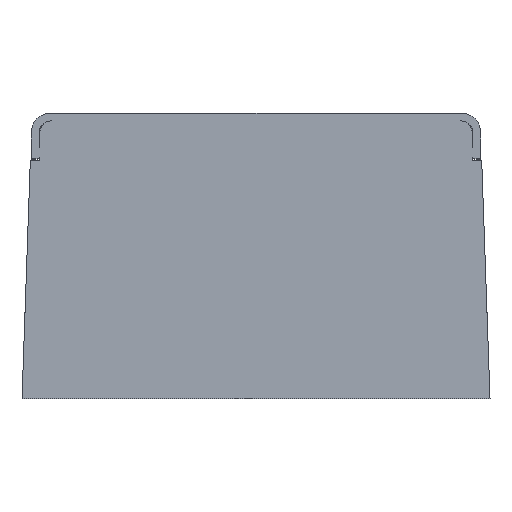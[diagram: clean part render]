
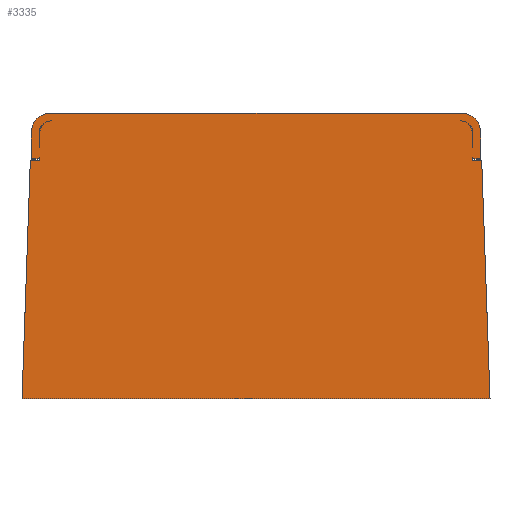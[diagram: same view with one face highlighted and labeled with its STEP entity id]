
A CAD part, top view. The second image highlights one B-rep face of the part: STEP entity #3335.
In plain terms, the highlighted planar face has unit normal (0, 0, 1).
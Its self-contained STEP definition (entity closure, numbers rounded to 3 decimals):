
#377=CARTESIAN_POINT('',(51.5,31.,30.));
#378=DIRECTION('',(0.,0.,1.));
#379=DIRECTION('',(1.,0.,0.));
#380=AXIS2_PLACEMENT_3D('',#377,#378,#379);
#382=DIRECTION('',(0.,1.,0.));
#383=VECTOR('',#382,3.6);
#384=CARTESIAN_POINT('',(54.5,27.4,30.));
#385=LINE('',#384,#383);
#386=CARTESIAN_POINT('',(53.7,28.,30.));
#387=DIRECTION('',(0.,0.,-1.));
#388=DIRECTION('',(1.,0.,0.));
#389=AXIS2_PLACEMENT_3D('',#386,#387,#388);
#391=DIRECTION('',(0.,-1.,0.));
#392=VECTOR('',#391,3.);
#393=CARTESIAN_POINT('',(54.7,31.,30.));
#394=LINE('',#393,#392);
#395=CARTESIAN_POINT('',(51.7,31.,30.));
#396=DIRECTION('',(0.,0.,-1.));
#397=DIRECTION('',(0.,1.,0.));
#398=AXIS2_PLACEMENT_3D('',#395,#396,#397);
#400=DIRECTION('',(0.,-1.,0.));
#401=VECTOR('',#400,0.673);
#402=CARTESIAN_POINT('',(-54.5,24.673,30.));
#403=LINE('',#402,#401);
#404=CARTESIAN_POINT('',(-55.2,26.,30.));
#405=DIRECTION('',(0.,0.,1.));
#406=DIRECTION('',(0.,-1.,0.));
#407=AXIS2_PLACEMENT_3D('',#404,#405,#406);
#409=DIRECTION('',(1.,0.,0.));
#410=VECTOR('',#409,1.5);
#411=CARTESIAN_POINT('',(-56.7,24.5,30.));
#412=LINE('',#411,#410);
#413=DIRECTION('',(0.,-1.,0.));
#414=VECTOR('',#413,6.5);
#415=CARTESIAN_POINT('',(-56.7,31.,30.));
#416=LINE('',#415,#414);
#417=CARTESIAN_POINT('',(-51.7,31.,30.));
#418=DIRECTION('',(0.,0.,1.));
#419=DIRECTION('',(0.,1.,0.));
#420=AXIS2_PLACEMENT_3D('',#417,#418,#419);
#422=DIRECTION('',(-1.,0.,0.));
#423=VECTOR('',#422,103.4);
#424=CARTESIAN_POINT('',(51.7,36.,30.));
#425=LINE('',#424,#423);
#426=CARTESIAN_POINT('',(51.7,31.,30.));
#427=DIRECTION('',(0.,0.,1.));
#428=DIRECTION('',(1.,0.,0.));
#429=AXIS2_PLACEMENT_3D('',#426,#427,#428);
#431=DIRECTION('',(0.,1.,0.));
#432=VECTOR('',#431,6.5);
#433=CARTESIAN_POINT('',(56.7,24.5,30.));
#434=LINE('',#433,#432);
#435=DIRECTION('',(1.,0.,0.));
#436=VECTOR('',#435,1.5);
#437=CARTESIAN_POINT('',(55.2,24.5,30.));
#438=LINE('',#437,#436);
#439=CARTESIAN_POINT('',(55.2,26.,30.));
#440=DIRECTION('',(0.,0.,1.));
#441=DIRECTION('',(-0.467,-0.884,0.));
#442=AXIS2_PLACEMENT_3D('',#439,#440,#441);
#444=DIRECTION('',(0.,1.,0.));
#445=VECTOR('',#444,0.673);
#446=CARTESIAN_POINT('',(54.5,24.,30.));
#447=LINE('',#446,#445);
#448=DIRECTION('',(-1.,0.,0.));
#449=VECTOR('',#448,2.405);
#450=CARTESIAN_POINT('',(56.905,24.,30.));
#451=LINE('',#450,#449);
#452=DIRECTION('',(-0.035,0.999,0.));
#453=VECTOR('',#452,60.037);
#454=CARTESIAN_POINT('',(59.,-36.,30.));
#455=LINE('',#454,#453);
#456=DIRECTION('',(1.,0.,0.));
#457=VECTOR('',#456,118.);
#458=CARTESIAN_POINT('',(-59.,-36.,30.));
#459=LINE('',#458,#457);
#460=DIRECTION('',(-0.035,-0.999,0.));
#461=VECTOR('',#460,60.037);
#462=CARTESIAN_POINT('',(-56.905,24.,30.));
#463=LINE('',#462,#461);
#464=DIRECTION('',(-1.,0.,0.));
#465=VECTOR('',#464,2.405);
#466=CARTESIAN_POINT('',(-54.5,24.,30.));
#467=LINE('',#466,#465);
#468=CARTESIAN_POINT('',(-51.7,31.,30.));
#469=DIRECTION('',(0.,0.,-1.));
#470=DIRECTION('',(-1.,0.,0.));
#471=AXIS2_PLACEMENT_3D('',#468,#469,#470);
#473=DIRECTION('',(0.,1.,0.));
#474=VECTOR('',#473,3.);
#475=CARTESIAN_POINT('',(-54.7,28.,30.));
#476=LINE('',#475,#474);
#477=CARTESIAN_POINT('',(-53.7,28.,30.));
#478=DIRECTION('',(0.,0.,-1.));
#479=DIRECTION('',(-0.8,-0.6,0.));
#480=AXIS2_PLACEMENT_3D('',#477,#478,#479);
#482=DIRECTION('',(0.,-1.,0.));
#483=VECTOR('',#482,3.6);
#484=CARTESIAN_POINT('',(-54.5,31.,30.));
#485=LINE('',#484,#483);
#486=CARTESIAN_POINT('',(-51.5,31.,30.));
#487=DIRECTION('',(0.,0.,1.));
#488=DIRECTION('',(-0.067,0.998,0.));
#489=AXIS2_PLACEMENT_3D('',#486,#487,#488);
#2377=CARTESIAN_POINT('',(-54.5,24.,30.));
#2378=CARTESIAN_POINT('',(-56.905,24.,30.));
#2379=VERTEX_POINT('',#2377);
#2380=VERTEX_POINT('',#2378);
#2381=CARTESIAN_POINT('',(-59.,-36.,30.));
#2382=VERTEX_POINT('',#2381);
#2383=CARTESIAN_POINT('',(59.,-36.,30.));
#2384=VERTEX_POINT('',#2383);
#2385=CARTESIAN_POINT('',(56.905,24.,30.));
#2386=VERTEX_POINT('',#2385);
#2387=CARTESIAN_POINT('',(54.5,24.,30.));
#2388=VERTEX_POINT('',#2387);
#2450=CARTESIAN_POINT('',(54.5,31.,30.));
#2452=VERTEX_POINT('',#2450);
#2458=CARTESIAN_POINT('',(-54.5,31.,30.));
#2460=VERTEX_POINT('',#2458);
#2489=CARTESIAN_POINT('',(51.7,34.,30.));
#2490=CARTESIAN_POINT('',(54.7,31.,30.));
#2491=VERTEX_POINT('',#2489);
#2492=VERTEX_POINT('',#2490);
#2493=CARTESIAN_POINT('',(54.7,28.,30.));
#2494=VERTEX_POINT('',#2493);
#2495=CARTESIAN_POINT('',(55.2,24.5,30.));
#2496=CARTESIAN_POINT('',(56.7,24.5,30.));
#2497=VERTEX_POINT('',#2495);
#2498=VERTEX_POINT('',#2496);
#2499=CARTESIAN_POINT('',(56.7,31.,30.));
#2500=VERTEX_POINT('',#2499);
#2501=CARTESIAN_POINT('',(51.7,36.,30.));
#2502=VERTEX_POINT('',#2501);
#2503=CARTESIAN_POINT('',(-51.7,36.,30.));
#2504=VERTEX_POINT('',#2503);
#2505=CARTESIAN_POINT('',(-56.7,31.,30.));
#2506=VERTEX_POINT('',#2505);
#2507=CARTESIAN_POINT('',(-56.7,24.5,30.));
#2508=VERTEX_POINT('',#2507);
#2509=CARTESIAN_POINT('',(-55.2,24.5,30.));
#2510=VERTEX_POINT('',#2509);
#2511=CARTESIAN_POINT('',(-54.7,28.,30.));
#2512=CARTESIAN_POINT('',(-54.7,31.,30.));
#2513=VERTEX_POINT('',#2511);
#2514=VERTEX_POINT('',#2512);
#2515=CARTESIAN_POINT('',(-51.7,34.,30.));
#2516=VERTEX_POINT('',#2515);
#2522=CARTESIAN_POINT('',(54.5,24.673,30.));
#2524=VERTEX_POINT('',#2522);
#2530=CARTESIAN_POINT('',(54.5,27.4,30.));
#2532=VERTEX_POINT('',#2530);
#2554=CARTESIAN_POINT('',(-54.5,27.4,30.));
#2556=VERTEX_POINT('',#2554);
#2562=CARTESIAN_POINT('',(-54.5,24.673,30.));
#2564=VERTEX_POINT('',#2562);
#3280=CARTESIAN_POINT('',(0.,0.,30.));
#3281=DIRECTION('',(0.,0.,1.));
#3282=DIRECTION('',(1.,0.,0.));
#3283=AXIS2_PLACEMENT_3D('',#3280,#3281,#3282);
#3284=PLANE('',#3283);
#3286=ORIENTED_EDGE('',*,*,#3285,.F.);
#3288=ORIENTED_EDGE('',*,*,#3287,.F.);
#3290=ORIENTED_EDGE('',*,*,#3289,.F.);
#3292=ORIENTED_EDGE('',*,*,#3291,.F.);
#3294=ORIENTED_EDGE('',*,*,#3293,.F.);
#3296=ORIENTED_EDGE('',*,*,#3295,.F.);
#3298=ORIENTED_EDGE('',*,*,#3297,.F.);
#3300=ORIENTED_EDGE('',*,*,#3299,.F.);
#3302=ORIENTED_EDGE('',*,*,#3301,.F.);
#3304=ORIENTED_EDGE('',*,*,#3303,.F.);
#3306=ORIENTED_EDGE('',*,*,#3305,.F.);
#3308=ORIENTED_EDGE('',*,*,#3307,.F.);
#3310=ORIENTED_EDGE('',*,*,#3309,.F.);
#3312=ORIENTED_EDGE('',*,*,#3311,.F.);
#3314=ORIENTED_EDGE('',*,*,#3313,.F.);
#3316=ORIENTED_EDGE('',*,*,#3315,.F.);
#3317=EDGE_LOOP('',(#3286,#3288,#3290,#3292,#3294,#3296,#3298,#3300,#3302,#3304,
#3306,#3308,#3310,#3312,#3314,#3316));
#3318=FACE_OUTER_BOUND('',#3317,.F.);
#3319=ORIENTED_EDGE('',*,*,#3201,.F.);
#3320=ORIENTED_EDGE('',*,*,#3227,.F.);
#3321=ORIENTED_EDGE('',*,*,#3243,.F.);
#3322=ORIENTED_EDGE('',*,*,#3261,.F.);
#3323=ORIENTED_EDGE('',*,*,#3274,.F.);
#3324=EDGE_LOOP('',(#3319,#3320,#3321,#3322,#3323));
#3325=FACE_BOUND('',#3324,.F.);
#3327=ORIENTED_EDGE('',*,*,#3326,.F.);
#3329=ORIENTED_EDGE('',*,*,#3328,.F.);
#3330=ORIENTED_EDGE('',*,*,#3118,.F.);
#3331=ORIENTED_EDGE('',*,*,#3101,.F.);
#3332=ORIENTED_EDGE('',*,*,#2987,.F.);
#3333=EDGE_LOOP('',(#3327,#3329,#3330,#3331,#3332));
#3334=FACE_BOUND('',#3333,.F.);
#381=CIRCLE('',#380,3.);
#390=CIRCLE('',#389,1.);
#399=CIRCLE('',#398,3.);
#408=CIRCLE('',#407,1.5);
#421=CIRCLE('',#420,5.);
#430=CIRCLE('',#429,5.);
#443=CIRCLE('',#442,1.5);
#472=CIRCLE('',#471,3.);
#481=CIRCLE('',#480,1.);
#490=CIRCLE('',#489,3.);
#2987=EDGE_CURVE('',#2516,#2460,#490,.T.);
#3101=EDGE_CURVE('',#2460,#2556,#485,.T.);
#3118=EDGE_CURVE('',#2556,#2513,#481,.T.);
#3201=EDGE_CURVE('',#2452,#2491,#381,.T.);
#3227=EDGE_CURVE('',#2532,#2452,#385,.T.);
#3243=EDGE_CURVE('',#2494,#2532,#390,.T.);
#3261=EDGE_CURVE('',#2492,#2494,#394,.T.);
#3274=EDGE_CURVE('',#2491,#2492,#399,.T.);
#3285=EDGE_CURVE('',#2564,#2379,#403,.T.);
#3287=EDGE_CURVE('',#2510,#2564,#408,.T.);
#3289=EDGE_CURVE('',#2508,#2510,#412,.T.);
#3291=EDGE_CURVE('',#2506,#2508,#416,.T.);
#3293=EDGE_CURVE('',#2504,#2506,#421,.T.);
#3295=EDGE_CURVE('',#2502,#2504,#425,.T.);
#3297=EDGE_CURVE('',#2500,#2502,#430,.T.);
#3299=EDGE_CURVE('',#2498,#2500,#434,.T.);
#3301=EDGE_CURVE('',#2497,#2498,#438,.T.);
#3303=EDGE_CURVE('',#2524,#2497,#443,.T.);
#3305=EDGE_CURVE('',#2388,#2524,#447,.T.);
#3307=EDGE_CURVE('',#2386,#2388,#451,.T.);
#3309=EDGE_CURVE('',#2384,#2386,#455,.T.);
#3311=EDGE_CURVE('',#2382,#2384,#459,.T.);
#3313=EDGE_CURVE('',#2380,#2382,#463,.T.);
#3315=EDGE_CURVE('',#2379,#2380,#467,.T.);
#3326=EDGE_CURVE('',#2514,#2516,#472,.T.);
#3328=EDGE_CURVE('',#2513,#2514,#476,.T.);
#3335=ADVANCED_FACE('',(#3318,#3325,#3334),#3284,.T.);
